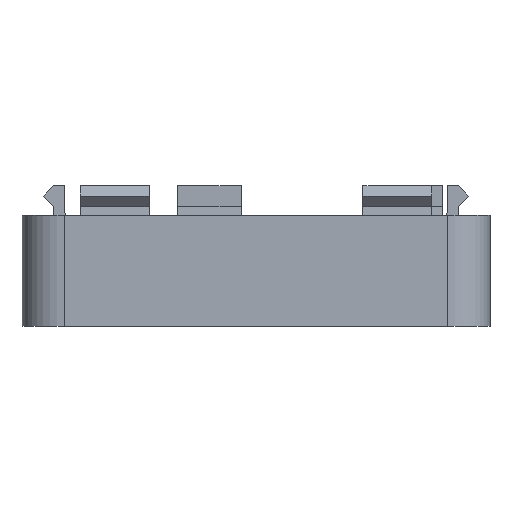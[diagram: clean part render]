
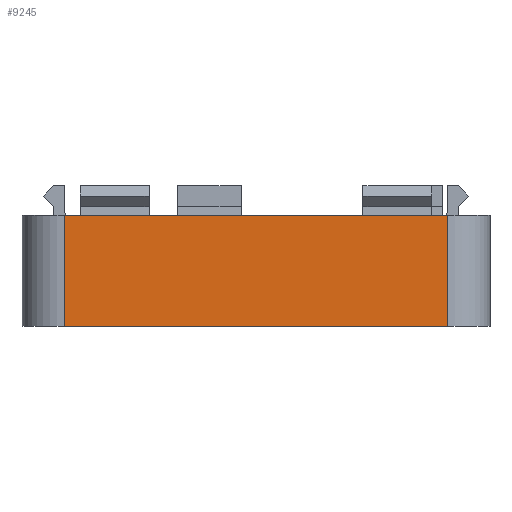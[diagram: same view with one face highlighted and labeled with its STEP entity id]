
A CAD part, left-side view. The second image highlights one B-rep face of the part: STEP entity #9245.
In plain terms, the highlighted planar face has unit normal (-1, 0, 0).
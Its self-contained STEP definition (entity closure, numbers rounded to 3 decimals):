
#777=FACE_OUTER_BOUND('',#1286,.T.);
#1286=EDGE_LOOP('',(#7886,#7887,#7888,#7889));
#2302=LINE('',#15498,#3397);
#2316=LINE('',#15536,#3411);
#2318=LINE('',#15541,#3413);
#2319=LINE('',#15543,#3414);
#3397=VECTOR('',#11369,10.);
#3411=VECTOR('',#11411,10.);
#3413=VECTOR('',#11419,10.);
#3414=VECTOR('',#11422,10.);
#4380=VERTEX_POINT('',#15495);
#4381=VERTEX_POINT('',#15497);
#4390=VERTEX_POINT('',#15533);
#4391=VERTEX_POINT('',#15535);
#5616=EDGE_CURVE('',#4380,#4381,#2302,.T.);
#5635=EDGE_CURVE('',#4390,#4391,#2316,.T.);
#5638=EDGE_CURVE('',#4390,#4381,#2318,.T.);
#5639=EDGE_CURVE('',#4391,#4380,#2319,.T.);
#7886=ORIENTED_EDGE('',*,*,#5638,.T.);
#7887=ORIENTED_EDGE('',*,*,#5616,.F.);
#7888=ORIENTED_EDGE('',*,*,#5639,.F.);
#7889=ORIENTED_EDGE('',*,*,#5635,.F.);
#8768=PLANE('',#9715);
#9245=ADVANCED_FACE('',(#777),#8768,.T.);
#9715=AXIS2_PLACEMENT_3D('',#15542,#11420,#11421);
#11369=DIRECTION('',(0.,1.,0.));
#11411=DIRECTION('',(0.,-1.,0.));
#11419=DIRECTION('',(0.,0.,-1.));
#11420=DIRECTION('center_axis',(-1.,0.,0.));
#11421=DIRECTION('ref_axis',(0.,-1.,0.));
#11422=DIRECTION('',(0.,0.,-1.));
#15495=CARTESIAN_POINT('',(-37.1,-18.1,-2.));
#15497=CARTESIAN_POINT('',(-37.1,18.1,-2.));
#15498=CARTESIAN_POINT('',(-37.1,22.1,-2.));
#15533=CARTESIAN_POINT('',(-37.1,18.1,8.5));
#15535=CARTESIAN_POINT('',(-37.1,-18.1,8.5));
#15536=CARTESIAN_POINT('',(-37.1,22.1,8.5));
#15541=CARTESIAN_POINT('',(-37.1,18.1,0.));
#15542=CARTESIAN_POINT('Origin',(-37.1,22.1,0.));
#15543=CARTESIAN_POINT('',(-37.1,-18.1,0.));
